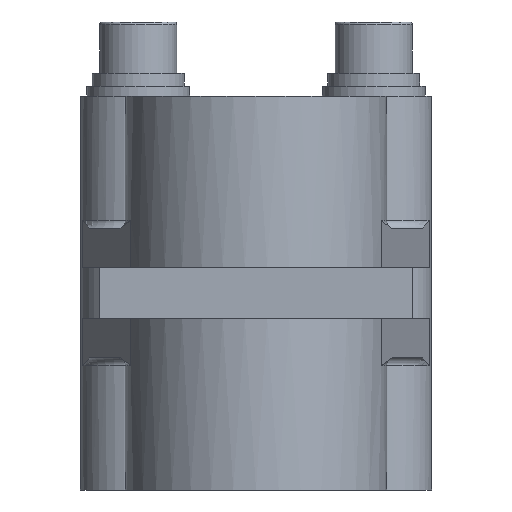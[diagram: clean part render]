
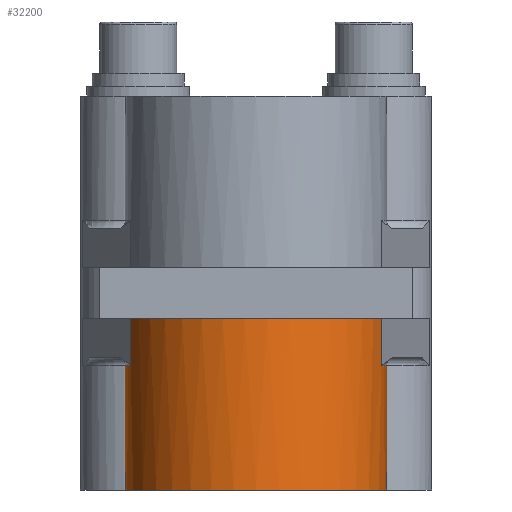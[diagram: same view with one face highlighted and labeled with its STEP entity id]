
A CAD part, front view. The second image highlights one B-rep face of the part: STEP entity #32200.
In plain terms, the highlighted cylindrical face has radius 30.5 mm (diameter 61 mm), a partial arc.
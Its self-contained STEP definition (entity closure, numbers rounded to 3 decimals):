
#205 = CARTESIAN_POINT ( 'NONE',  ( 30.5, 0., -40. ) ) ;
#690 = DIRECTION ( 'NONE',  ( 0., 0., 1. ) ) ;
#1038 = DIRECTION ( 'NONE',  ( 1., 0., 0. ) ) ;
#1427 = EDGE_CURVE ( 'NONE', #24722, #1681, #4824, .T. ) ;
#1681 = VERTEX_POINT ( 'NONE', #4109 ) ;
#2039 = DIRECTION ( 'NONE',  ( 1., 0., 0. ) ) ;
#2181 = CARTESIAN_POINT ( 'NONE',  ( 29.276, -8.555, -9. ) ) ;
#2305 = EDGE_CURVE ( 'NONE', #15397, #12284, #29391, .T. ) ;
#2673 = CARTESIAN_POINT ( 'NONE',  ( -30.5, 0., -40. ) ) ;
#2763 = EDGE_CURVE ( 'NONE', #20829, #12284, #5944, .T. ) ;
#3507 = DIRECTION ( 'NONE',  ( 0., 0., 1. ) ) ;
#3598 = AXIS2_PLACEMENT_3D ( 'NONE', #22086, #9388, #16974 ) ;
#4109 = CARTESIAN_POINT ( 'NONE',  ( 29.276, -8.555, 0. ) ) ;
#4209 = AXIS2_PLACEMENT_3D ( 'NONE', #10556, #20603, #26182 ) ;
#4824 = LINE ( 'NONE', #2181, #26277 ) ;
#4954 = EDGE_CURVE ( 'NONE', #15397, #17049, #19206, .T. ) ;
#5798 = DIRECTION ( 'NONE',  ( 1., 0., 0. ) ) ;
#5944 = LINE ( 'NONE', #31665, #6225 ) ;
#5986 = FACE_OUTER_BOUND ( 'NONE', #27247, .T. ) ;
#6225 = VECTOR ( 'NONE', #14179, 1000. ) ;
#6268 = CIRCLE ( 'NONE', #24708, 30.5 ) ;
#6649 = DIRECTION ( 'NONE',  ( 0., 0., 1. ) ) ;
#7286 = LINE ( 'NONE', #205, #17922 ) ;
#7876 = CARTESIAN_POINT ( 'NONE',  ( 30.5, 0., -40. ) ) ;
#8991 = CARTESIAN_POINT ( 'NONE',  ( -29.276, -8.555, -9. ) ) ;
#9388 = DIRECTION ( 'NONE',  ( 0., 0., -1. ) ) ;
#9448 = ORIENTED_EDGE ( 'NONE', *, *, #16155, .F. ) ;
#9591 = ORIENTED_EDGE ( 'NONE', *, *, #24134, .T. ) ;
#10556 = CARTESIAN_POINT ( 'NONE',  ( 0., 0., -11. ) ) ;
#11304 = DIRECTION ( 'NONE',  ( 0., 0., 1. ) ) ;
#12284 = VERTEX_POINT ( 'NONE', #19165 ) ;
#12589 = ORIENTED_EDGE ( 'NONE', *, *, #1427, .T. ) ;
#12898 = AXIS2_PLACEMENT_3D ( 'NONE', #19685, #6649, #2039 ) ;
#13389 = EDGE_CURVE ( 'NONE', #14565, #24722, #14218, .T. ) ;
#14179 = DIRECTION ( 'NONE',  ( 0., 0., 1. ) ) ;
#14218 = CIRCLE ( 'NONE', #4209, 30.5 ) ;
#14565 = VERTEX_POINT ( 'NONE', #22736 ) ;
#15086 = EDGE_CURVE ( 'NONE', #29965, #14565, #7286, .T. ) ;
#15397 = VERTEX_POINT ( 'NONE', #20711 ) ;
#15999 = CARTESIAN_POINT ( 'NONE',  ( 0., 0., 0. ) ) ;
#16028 = CYLINDRICAL_SURFACE ( 'NONE', #24784, 30.5 ) ;
#16155 = EDGE_CURVE ( 'NONE', #17049, #1681, #6268, .T. ) ;
#16974 = DIRECTION ( 'NONE',  ( 1., 0., 0. ) ) ;
#17049 = VERTEX_POINT ( 'NONE', #17676 ) ;
#17676 = CARTESIAN_POINT ( 'NONE',  ( -29.276, -8.555, 0. ) ) ;
#17922 = VECTOR ( 'NONE', #25577, 1000. ) ;
#19165 = CARTESIAN_POINT ( 'NONE',  ( -30.5, 0., -11. ) ) ;
#19206 = LINE ( 'NONE', #8991, #26090 ) ;
#19685 = CARTESIAN_POINT ( 'NONE',  ( 0., 0., -40. ) ) ;
#20603 = DIRECTION ( 'NONE',  ( 0., 0., -1. ) ) ;
#20711 = CARTESIAN_POINT ( 'NONE',  ( -29.276, -8.555, -11. ) ) ;
#20829 = VERTEX_POINT ( 'NONE', #2673 ) ;
#22086 = CARTESIAN_POINT ( 'NONE',  ( 0., 0., -11. ) ) ;
#22736 = CARTESIAN_POINT ( 'NONE',  ( 30.5, 0., -11. ) ) ;
#24134 = EDGE_CURVE ( 'NONE', #20829, #29965, #27624, .T. ) ;
#24708 = AXIS2_PLACEMENT_3D ( 'NONE', #15999, #690, #5798 ) ;
#24722 = VERTEX_POINT ( 'NONE', #32339 ) ;
#24784 = AXIS2_PLACEMENT_3D ( 'NONE', #26084, #3507, #1038 ) ;
#25577 = DIRECTION ( 'NONE',  ( 0., 0., 1. ) ) ;
#26084 = CARTESIAN_POINT ( 'NONE',  ( 0., 0., -40. ) ) ;
#26090 = VECTOR ( 'NONE', #11304, 1000. ) ;
#26182 = DIRECTION ( 'NONE',  ( 1., 0., 0. ) ) ;
#26277 = VECTOR ( 'NONE', #29713, 1000. ) ;
#26572 = ORIENTED_EDGE ( 'NONE', *, *, #4954, .F. ) ;
#27247 = EDGE_LOOP ( 'NONE', ( #29755, #9591, #31056, #27753, #12589, #9448, #26572, #31222 ) ) ;
#27624 = CIRCLE ( 'NONE', #12898, 30.5 ) ;
#27753 = ORIENTED_EDGE ( 'NONE', *, *, #13389, .T. ) ;
#29391 = CIRCLE ( 'NONE', #3598, 30.5 ) ;
#29713 = DIRECTION ( 'NONE',  ( 0., 0., 1. ) ) ;
#29755 = ORIENTED_EDGE ( 'NONE', *, *, #2763, .F. ) ;
#29965 = VERTEX_POINT ( 'NONE', #7876 ) ;
#31056 = ORIENTED_EDGE ( 'NONE', *, *, #15086, .T. ) ;
#31222 = ORIENTED_EDGE ( 'NONE', *, *, #2305, .T. ) ;
#31665 = CARTESIAN_POINT ( 'NONE',  ( -30.5, 0., -40. ) ) ;
#32200 = ADVANCED_FACE ( 'NONE', ( #5986 ), #16028, .T. ) ;
#32339 = CARTESIAN_POINT ( 'NONE',  ( 29.276, -8.555, -11. ) ) ;
